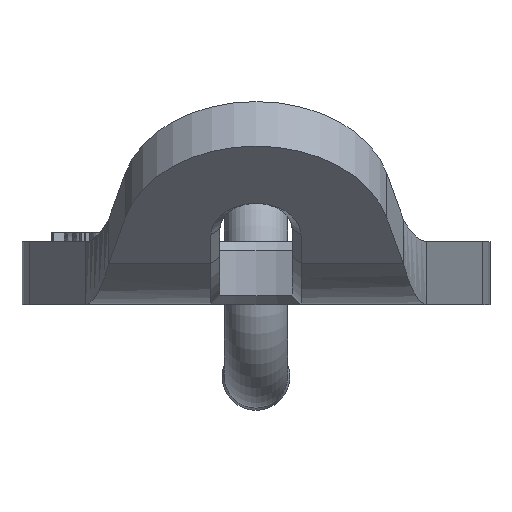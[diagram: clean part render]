
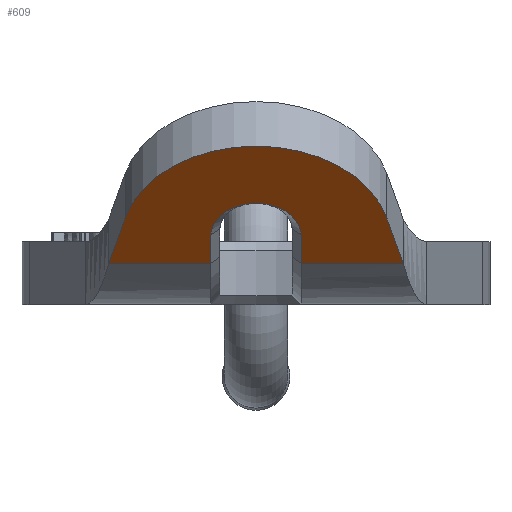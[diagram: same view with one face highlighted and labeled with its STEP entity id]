
A CAD part, front view. The second image highlights one B-rep face of the part: STEP entity #609.
In plain terms, the highlighted planar face has unit normal (0, -0.707, -0.707).
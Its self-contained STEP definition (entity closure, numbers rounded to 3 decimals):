
#233=FACE_OUTER_BOUND('',#1560,.T.);
#472=CIRCLE('',#4936,15.);
#499=CIRCLE('',#4991,5.);
#609=ADVANCED_FACE('',(#233),#834,.T.);
#834=PLANE('',#4992);
#1560=EDGE_LOOP('',(#2331,#2332,#2333,#2334,#2335,#2336,#2337,#2338));
#2331=ORIENTED_EDGE('',*,*,#3904,.T.);
#2332=ORIENTED_EDGE('',*,*,#3905,.T.);
#2333=ORIENTED_EDGE('',*,*,#3898,.T.);
#2334=ORIENTED_EDGE('',*,*,#3889,.F.);
#2335=ORIENTED_EDGE('',*,*,#3831,.F.);
#2336=ORIENTED_EDGE('',*,*,#3834,.F.);
#2337=ORIENTED_EDGE('',*,*,#3903,.T.);
#2338=ORIENTED_EDGE('',*,*,#3906,.T.);
#3331=VERTEX_POINT('',#8188);
#3334=VERTEX_POINT('',#8193);
#3336=VERTEX_POINT('',#8199);
#3346=VERTEX_POINT('',#8265);
#3377=VERTEX_POINT('',#8382);
#3380=VERTEX_POINT('',#8390);
#3381=VERTEX_POINT('',#8394);
#3382=VERTEX_POINT('',#8395);
#3831=EDGE_CURVE('',#3334,#3331,#472,.T.);
#3834=EDGE_CURVE('',#3336,#3334,#4301,.T.);
#3889=EDGE_CURVE('',#3331,#3346,#4331,.T.);
#3898=EDGE_CURVE('',#3377,#3346,#4337,.T.);
#3903=EDGE_CURVE('',#3336,#3380,#4340,.T.);
#3904=EDGE_CURVE('',#3381,#3382,#499,.T.);
#3905=EDGE_CURVE('',#3382,#3377,#4341,.T.);
#3906=EDGE_CURVE('',#3380,#3381,#4342,.T.);
#4301=LINE('',#8200,#4605);
#4331=LINE('',#8364,#4635);
#4337=LINE('',#8381,#4641);
#4340=LINE('',#8391,#4644);
#4341=LINE('',#8396,#4645);
#4342=LINE('',#8397,#4646);
#4605=VECTOR('',#5394,1.);
#4635=VECTOR('',#5508,1.);
#4641=VECTOR('',#5528,1.);
#4644=VECTOR('',#5537,1.);
#4645=VECTOR('',#5542,1.);
#4646=VECTOR('',#5543,1.);
#4936=AXIS2_PLACEMENT_3D('',#8194,#5388,#5389);
#4991=AXIS2_PLACEMENT_3D('',#8393,#5540,#5541);
#4992=AXIS2_PLACEMENT_3D('',#8398,#5544,#5545);
#5388=DIRECTION('',(0.,0.707,0.707));
#5389=DIRECTION('',(0.,0.707,-0.707));
#5394=DIRECTION('',(0.248,-0.685,0.685));
#5508=DIRECTION('',(0.248,0.685,-0.685));
#5528=DIRECTION('',(1.,0.,0.));
#5537=DIRECTION('',(1.,0.,0.));
#5540=DIRECTION('',(0.,0.707,0.707));
#5541=DIRECTION('',(0.,0.707,-0.707));
#5542=DIRECTION('',(0.,0.707,-0.707));
#5543=DIRECTION('',(0.,-0.707,0.707));
#5544=DIRECTION('',(0.,-0.707,-0.707));
#5545=DIRECTION('',(0.,0.707,-0.707));
#8188=CARTESIAN_POINT('',(14.532,-47.034,6.113));
#8193=CARTESIAN_POINT('',(-14.532,-47.034,6.113));
#8194=CARTESIAN_POINT('',(0.,-44.406,3.486));
#8199=CARTESIAN_POINT('',(-16.367,-41.96,1.04));
#8200=CARTESIAN_POINT('',(-25.189,-17.565,-23.355));
#8265=CARTESIAN_POINT('',(16.367,-41.96,1.04));
#8364=CARTESIAN_POINT('',(14.532,-47.034,6.113));
#8381=CARTESIAN_POINT('',(-100.,-41.96,1.04));
#8382=CARTESIAN_POINT('',(5.,-41.96,1.04));
#8390=CARTESIAN_POINT('',(-5.,-41.96,1.04));
#8391=CARTESIAN_POINT('',(-100.,-41.96,1.04));
#8393=CARTESIAN_POINT('',(0.,-45.113,4.193));
#8394=CARTESIAN_POINT('',(-5.,-45.113,4.193));
#8395=CARTESIAN_POINT('',(5.,-45.113,4.193));
#8396=CARTESIAN_POINT('',(5.,-41.96,1.04));
#8397=CARTESIAN_POINT('',(-5.,-45.113,4.193));
#8398=CARTESIAN_POINT('',(-100.,-38.445,-2.475));
